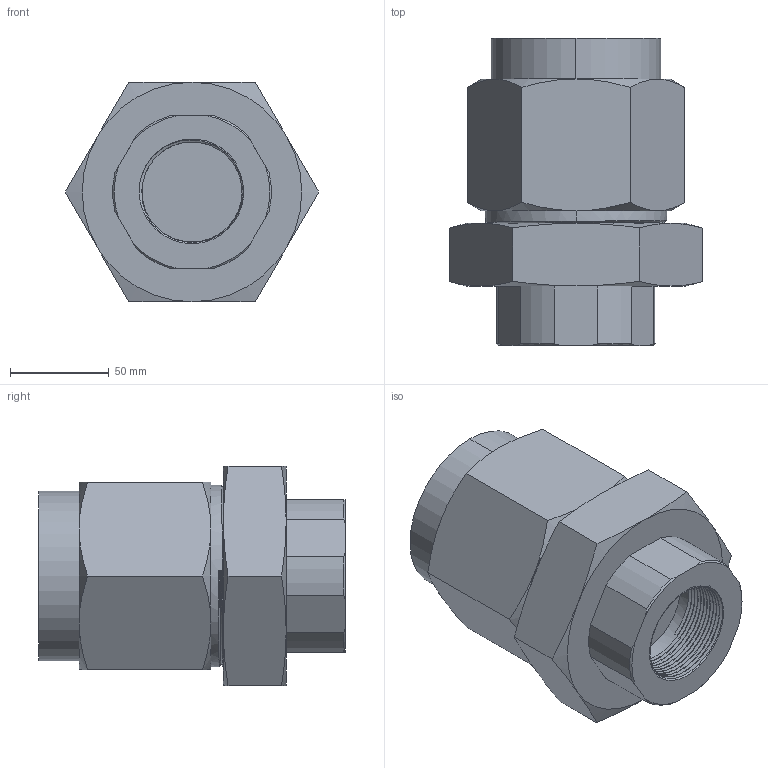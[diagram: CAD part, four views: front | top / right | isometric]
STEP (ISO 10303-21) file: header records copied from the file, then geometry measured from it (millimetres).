
FILE_DESCRIPTION (( 'STEP AP214' ), '1' );
FILE_NAME ('36-8.STEP', '2018-01-30T20:04:19', ( '' ), ( '' ), 'SwSTEP 2.0', 'SolidWorks 2018', '' );
FILE_SCHEMA (( 'AUTOMOTIVE_DESIGN' ));
Length unit declared in the file: inch
Products named in the file (1): 36-8
Bounding box: 128.46 x 155.57 x 111.25 mm (x, y, z)
Volume: 1044967.7 mm3; surface area: 86494.3 mm2
Topology: 1 solids, 1 shells, 120 faces, 311 edges, 199 vertices
Faces by surface type: cylinder 47, cone 35, plane 29, bspline 9
Entity records: 10617 total; most frequent: CARTESIAN_POINT 6479, ORIENTED_EDGE 622, DIRECTION 432, EDGE_CURVE 311, VERTEX_POINT 199, AXIS2_PLACEMENT_3D 172, EDGE_LOOP 126, UNCERTAINTY_MEASURE_WITH_UNIT 123
